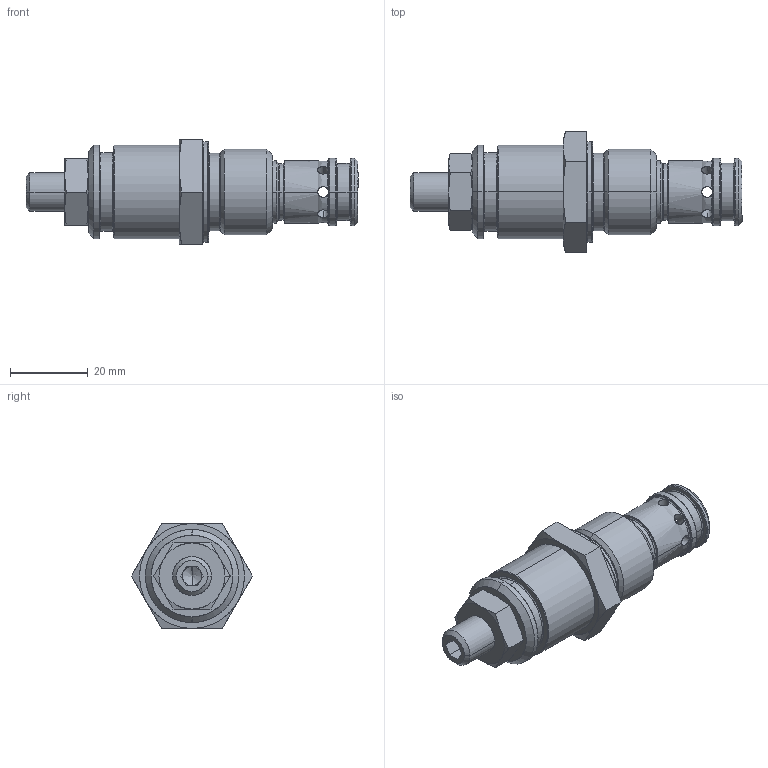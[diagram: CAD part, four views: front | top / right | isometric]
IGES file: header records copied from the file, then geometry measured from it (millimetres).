
Start section: SolidWorks IGES file using analytic representation for surfaces
Global section: file name: CMP30C---1.igs; native system: SolidWorks 2012; preprocessor: SolidWorks 2012; author: serviziopdm; date: 131001.171023; units: millimetre
Bounding box: 85.5 x 31.18 x 27 mm (x, y, z)
Surface area: 10033 mm2 (no closed solid volume)
Topology: 0 solids, 0 shells, 181 faces, 3030 edges, 3028 vertices
Faces by surface type: revolution 110, bspline 71
